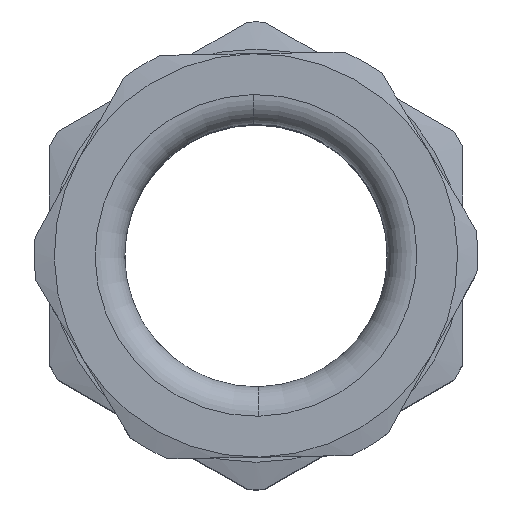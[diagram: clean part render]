
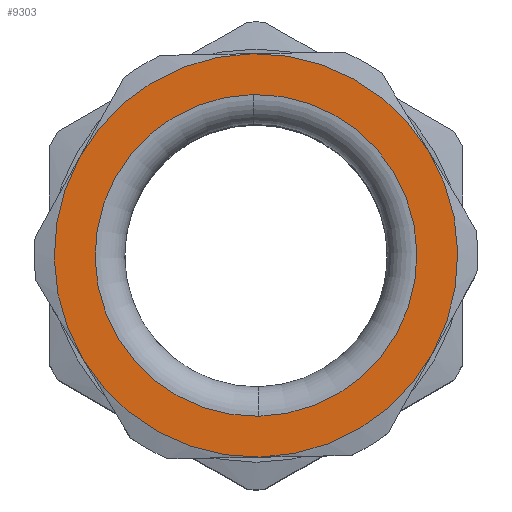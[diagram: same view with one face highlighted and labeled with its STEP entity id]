
A CAD part, top view. The second image highlights one B-rep face of the part: STEP entity #9303.
In plain terms, the highlighted face is planar.
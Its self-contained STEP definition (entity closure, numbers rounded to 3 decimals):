
#445 = DIRECTION ( 'NONE',  ( 0., -1., 0. ) ) ;
#631 = DIRECTION ( 'NONE',  ( 0., 0., -1. ) ) ;
#1671 = DIRECTION ( 'NONE',  ( 0., -1., 0. ) ) ;
#2076 = AXIS2_PLACEMENT_3D ( 'NONE', #10962, #1671, #6544 ) ;
#2476 = VERTEX_POINT ( 'NONE', #18352 ) ;
#2840 = VERTEX_POINT ( 'NONE', #23612 ) ;
#2971 = VERTEX_POINT ( 'NONE', #15482 ) ;
#4021 = CARTESIAN_POINT ( 'NONE',  ( 0., 5., 20.5 ) ) ;
#4227 = DIRECTION ( 'NONE',  ( 0., -1., 0. ) ) ;
#4408 = DIRECTION ( 'NONE',  ( 0., 0., -1. ) ) ;
#4850 = DIRECTION ( 'NONE',  ( 0., 0., -1. ) ) ;
#5159 = CARTESIAN_POINT ( 'NONE',  ( 0., 5., 0. ) ) ;
#5601 = CIRCLE ( 'NONE', #26674, 20.5 ) ;
#5720 = CARTESIAN_POINT ( 'NONE',  ( 0., 5., 0. ) ) ;
#6133 = CARTESIAN_POINT ( 'NONE',  ( 0., 5., -16.35 ) ) ;
#6139 = CARTESIAN_POINT ( 'NONE',  ( 0., 5., 0. ) ) ;
#6544 = DIRECTION ( 'NONE',  ( 0., 0., 1. ) ) ;
#7401 = DIRECTION ( 'NONE',  ( 0., -1., 0. ) ) ;
#7600 = CIRCLE ( 'NONE', #2076, 16.35 ) ;
#7771 = DIRECTION ( 'NONE',  ( 0., -1., 0. ) ) ;
#7933 = DIRECTION ( 'NONE',  ( 0., 0., 1. ) ) ;
#8081 = VERTEX_POINT ( 'NONE', #4021 ) ;
#8272 = EDGE_CURVE ( 'NONE', #2476, #28957, #18998, .T. ) ;
#8492 = VERTEX_POINT ( 'NONE', #27582 ) ;
#9303 = ADVANCED_FACE ( 'NONE', ( #18075, #10845 ), #23257, .T. ) ;
#9388 = ORIENTED_EDGE ( 'NONE', *, *, #16405, .F. ) ;
#10845 = FACE_OUTER_BOUND ( 'NONE', #15850, .T. ) ;
#10962 = CARTESIAN_POINT ( 'NONE',  ( 0., 5., 0. ) ) ;
#11122 = CARTESIAN_POINT ( 'NONE',  ( -17.754, 5., -10.25 ) ) ;
#11356 = DIRECTION ( 'NONE',  ( 0., -1., 0. ) ) ;
#12745 = AXIS2_PLACEMENT_3D ( 'NONE', #5720, #7771, #7933 ) ;
#12960 = AXIS2_PLACEMENT_3D ( 'NONE', #14546, #21621, #30924 ) ;
#13353 = CARTESIAN_POINT ( 'NONE',  ( 0., 5., 0. ) ) ;
#14520 = EDGE_CURVE ( 'NONE', #17578, #2840, #22780, .T. ) ;
#14546 = CARTESIAN_POINT ( 'NONE',  ( 0., 5., 0. ) ) ;
#15099 = CIRCLE ( 'NONE', #18608, 20.5 ) ;
#15482 = CARTESIAN_POINT ( 'NONE',  ( 17.754, 5., -10.25 ) ) ;
#15490 = CARTESIAN_POINT ( 'NONE',  ( 0., 5., -20.5 ) ) ;
#15850 = EDGE_LOOP ( 'NONE', ( #24437, #18080, #9388, #17139, #17400, #18007 ) ) ;
#16405 = EDGE_CURVE ( 'NONE', #2971, #8492, #30364, .T. ) ;
#17139 = ORIENTED_EDGE ( 'NONE', *, *, #27975, .F. ) ;
#17400 = ORIENTED_EDGE ( 'NONE', *, *, #26366, .F. ) ;
#17578 = VERTEX_POINT ( 'NONE', #6133 ) ;
#17796 = DIRECTION ( 'NONE',  ( 0., 0., -1. ) ) ;
#18007 = ORIENTED_EDGE ( 'NONE', *, *, #8272, .F. ) ;
#18075 = FACE_BOUND ( 'NONE', #25075, .T. ) ;
#18080 = ORIENTED_EDGE ( 'NONE', *, *, #22047, .F. ) ;
#18150 = ORIENTED_EDGE ( 'NONE', *, *, #28117, .T. ) ;
#18229 = DIRECTION ( 'NONE',  ( 0., 0., 1. ) ) ;
#18303 = AXIS2_PLACEMENT_3D ( 'NONE', #6139, #25169, #17796 ) ;
#18352 = CARTESIAN_POINT ( 'NONE',  ( -17.754, 5., 10.25 ) ) ;
#18608 = AXIS2_PLACEMENT_3D ( 'NONE', #25925, #4227, #18856 ) ;
#18856 = DIRECTION ( 'NONE',  ( 0., 0., -1. ) ) ;
#18998 = CIRCLE ( 'NONE', #12960, 20.5 ) ;
#19156 = AXIS2_PLACEMENT_3D ( 'NONE', #25951, #11356, #4408 ) ;
#21213 = VERTEX_POINT ( 'NONE', #15490 ) ;
#21621 = DIRECTION ( 'NONE',  ( 0., -1., 0. ) ) ;
#22047 = EDGE_CURVE ( 'NONE', #8492, #8081, #23860, .T. ) ;
#22780 = CIRCLE ( 'NONE', #12745, 16.35 ) ;
#22944 = DIRECTION ( 'NONE',  ( 0., 1., 0. ) ) ;
#23257 = PLANE ( 'NONE',  #25517 ) ;
#23612 = CARTESIAN_POINT ( 'NONE',  ( 0., 5., 16.35 ) ) ;
#23860 = CIRCLE ( 'NONE', #30914, 20.5 ) ;
#24437 = ORIENTED_EDGE ( 'NONE', *, *, #27712, .F. ) ;
#25075 = EDGE_LOOP ( 'NONE', ( #18150, #27452 ) ) ;
#25169 = DIRECTION ( 'NONE',  ( 0., -1., 0. ) ) ;
#25517 = AXIS2_PLACEMENT_3D ( 'NONE', #13353, #22944, #18229 ) ;
#25925 = CARTESIAN_POINT ( 'NONE',  ( 0., 5., 0. ) ) ;
#25951 = CARTESIAN_POINT ( 'NONE',  ( 0., 5., 0. ) ) ;
#26366 = EDGE_CURVE ( 'NONE', #28957, #21213, #15099, .T. ) ;
#26674 = AXIS2_PLACEMENT_3D ( 'NONE', #5159, #445, #4850 ) ;
#27452 = ORIENTED_EDGE ( 'NONE', *, *, #14520, .T. ) ;
#27582 = CARTESIAN_POINT ( 'NONE',  ( 17.754, 5., 10.25 ) ) ;
#27712 = EDGE_CURVE ( 'NONE', #8081, #2476, #5601, .T. ) ;
#27975 = EDGE_CURVE ( 'NONE', #21213, #2971, #29203, .T. ) ;
#28117 = EDGE_CURVE ( 'NONE', #2840, #17578, #7600, .T. ) ;
#28957 = VERTEX_POINT ( 'NONE', #11122 ) ;
#29203 = CIRCLE ( 'NONE', #19156, 20.5 ) ;
#29423 = CARTESIAN_POINT ( 'NONE',  ( 0., 5., 0. ) ) ;
#30364 = CIRCLE ( 'NONE', #18303, 20.5 ) ;
#30914 = AXIS2_PLACEMENT_3D ( 'NONE', #29423, #7401, #631 ) ;
#30924 = DIRECTION ( 'NONE',  ( 0., 0., -1. ) ) ;
